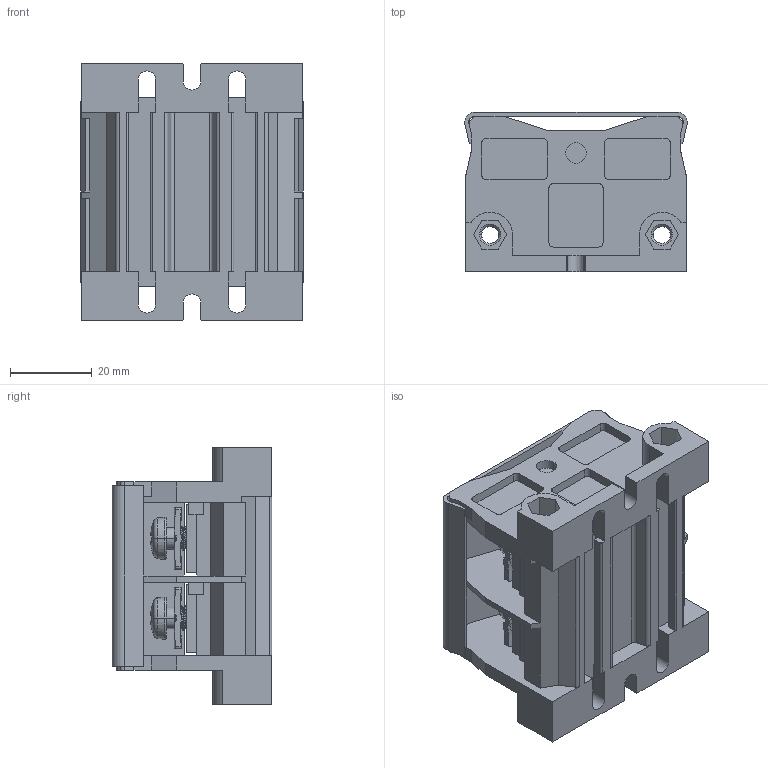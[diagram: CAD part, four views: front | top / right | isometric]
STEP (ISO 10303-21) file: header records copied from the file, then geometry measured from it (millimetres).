
FILE_DESCRIPTION((''),'2;1');
FILE_NAME('1234','2023-05-12T',('Administrator'),(''),'PRO/ENGINEER BY PARAMETRIC TECHNOLOGY CORPORATION, 2013230','PRO/ENGINEER BY PARAMETRIC TECHNOLOGY CORPORATION, 2013230','');
FILE_SCHEMA(('CONFIG_CONTROL_DESIGN'));
Products named in the file (1): 1234
Bounding box: 54.41 x 39 x 63 mm (x, y, z)
Volume: 50952.9 mm3; surface area: 38150.4 mm2
Topology: 5 solids, 7 shells, 1291 faces, 3664 edges, 2328 vertices
Faces by surface type: plane 475, cylinder 382, bspline 172, torus 144, cone 66, sphere 44, extrusion 8
Entity records: 62883 total; most frequent: CARTESIAN_POINT 30894, ORIENTED_EDGE 7240, DIRECTION 6040, EDGE_CURVE 3620, VERTEX_POINT 2328, AXIS2_PLACEMENT_3D 2165, VECTOR 1710, LINE 1702
